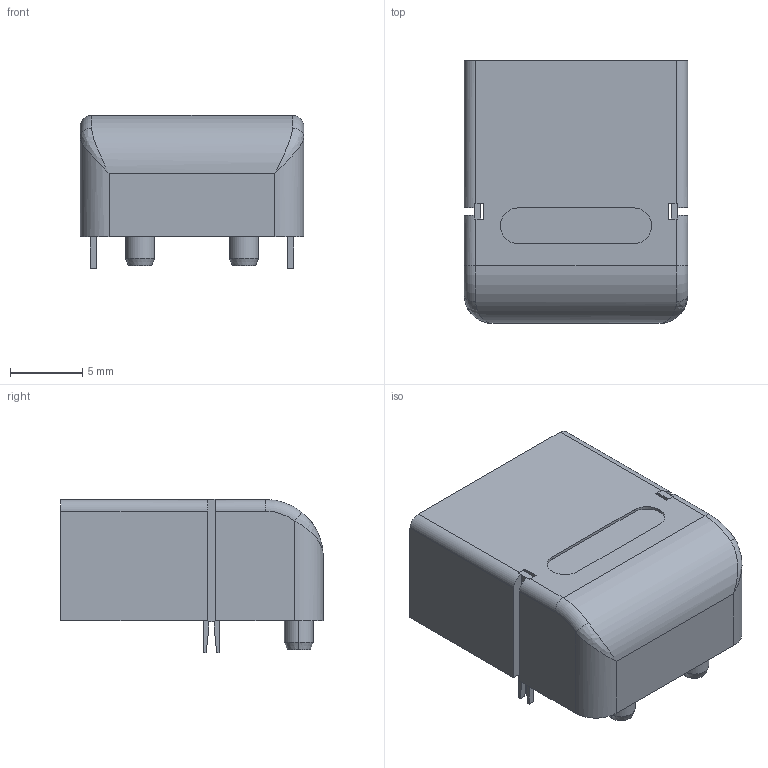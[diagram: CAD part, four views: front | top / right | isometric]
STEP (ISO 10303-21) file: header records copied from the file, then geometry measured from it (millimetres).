
FILE_DESCRIPTION(('FreeCAD Model'),'2;1');
FILE_NAME('Open CASCADE Shape Model','2025-08-04T21:33:34',( 'kicad StepUp'),('ksu MCAD'),'Open CASCADE STEP processor 7.8', 'FreeCAD','Unknown');
FILE_SCHEMA(('AUTOMOTIVE_DESIGN { 1 0 10303 214 1 1 1 1 }'));
Length unit declared in the file: millimetre
Products named in the file (1): XT60PW-M
Bounding box: 15.5 x 18.2 x 10.6 mm (x, y, z)
Volume: 1528.7 mm3; surface area: 2073.2 mm2
Topology: 1 solids, 1 shells, 174 faces, 454 edges, 298 vertices
Faces by surface type: plane 110, cylinder 40, torus 18, cone 4, bspline 2
Entity records: 7098 total; most frequent: CARTESIAN_POINT 1201, ORIENTED_EDGE 904, DIRECTION 868, EDGE_CURVE 452, LINE 310, VECTOR 310, VERTEX_POINT 298, AXIS2_PLACEMENT_3D 279
